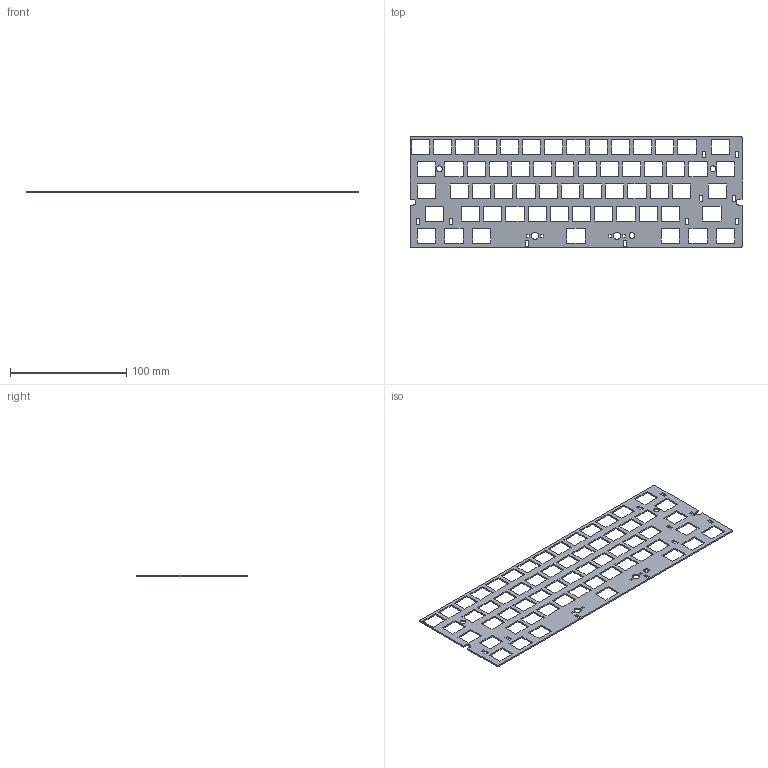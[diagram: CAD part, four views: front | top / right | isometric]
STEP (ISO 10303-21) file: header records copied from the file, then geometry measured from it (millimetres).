
FILE_DESCRIPTION(/* description */ (''),/* implementation_level */ '2;1');
FILE_NAME(/* name */ 'Alps-AT101-Fixed-Plate v3.step',/* time_stamp */ '2021-03-05T01:06:14-05:00',/* author */ (''),/* organization */ (''),/* preprocessor_version */ 'ST-DEVELOPER v18.1',/* originating_system */ 'Autodesk Translation Framework v9.10.0.1330',/* authorisation */ '');
FILE_SCHEMA (('AUTOMOTIVE_DESIGN { 1 0 10303 214 3 1 1 }'));
Length unit declared in the file: millimetre
Products named in the file (1): Alps-AT101-Fixed-Plate
Bounding box: 285 x 95.6 x 1.2 mm (x, y, z)
Volume: 17930.4 mm3; surface area: 35238.5 mm2
Topology: 1 solids, 1 shells, 319 faces, 951 edges, 634 vertices
Faces by surface type: plane 308, cylinder 11
Full cylindrical faces by diameter (mm): 5 x3, 6.25 x2
Entity records: 10856 total; most frequent: CARTESIAN_POINT 1905, ORIENTED_EDGE 1902, DIRECTION 1613, EDGE_CURVE 951, LINE 929, VECTOR 929, VERTEX_POINT 634, EDGE_LOOP 477
